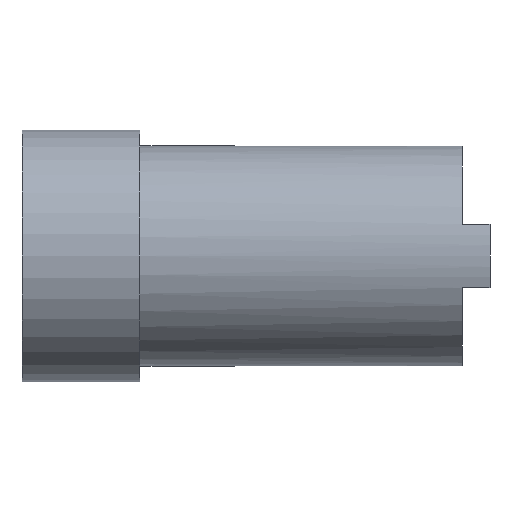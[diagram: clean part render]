
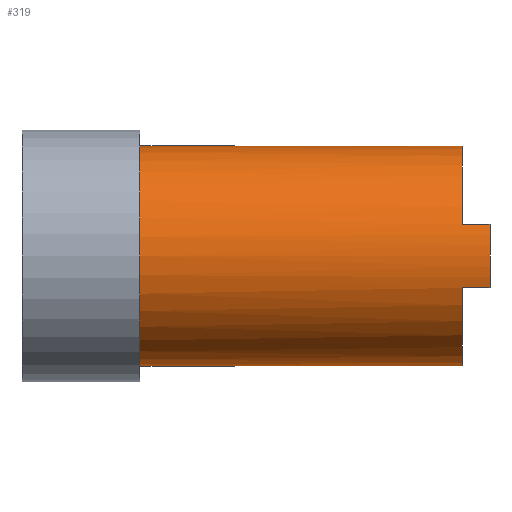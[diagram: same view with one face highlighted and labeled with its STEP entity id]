
A CAD part, front view. The second image highlights one B-rep face of the part: STEP entity #319.
In plain terms, the highlighted cylindrical face has radius 14 mm (diameter 28 mm), a full revolution.
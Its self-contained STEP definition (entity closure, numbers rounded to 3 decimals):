
#19=FACE_BOUND('',#73,.T.);
#50=FACE_OUTER_BOUND('',#72,.T.);
#72=EDGE_LOOP('',(#283,#284,#285,#286,#287,#288,#289,#290));
#73=EDGE_LOOP('',(#291));
#83=CIRCLE('',#344,14.);
#85=CIRCLE('',#346,14.);
#88=CIRCLE('',#351,14.);
#91=CIRCLE('',#357,14.);
#92=CIRCLE('',#359,14.);
#106=LINE('',#512,#131);
#110=LINE('',#521,#135);
#114=LINE('',#530,#139);
#118=LINE('',#539,#143);
#131=VECTOR('',#396,10.);
#135=VECTOR('',#402,10.);
#139=VECTOR('',#408,10.);
#143=VECTOR('',#414,10.);
#157=VERTEX_POINT('',#509);
#158=VERTEX_POINT('',#511);
#161=VERTEX_POINT('',#518);
#162=VERTEX_POINT('',#520);
#165=VERTEX_POINT('',#527);
#166=VERTEX_POINT('',#529);
#169=VERTEX_POINT('',#536);
#170=VERTEX_POINT('',#538);
#172=VERTEX_POINT('',#558);
#190=EDGE_CURVE('',#158,#157,#106,.T.);
#194=EDGE_CURVE('',#162,#161,#110,.T.);
#198=EDGE_CURVE('',#166,#165,#114,.T.);
#202=EDGE_CURVE('',#170,#169,#118,.T.);
#204=EDGE_CURVE('',#157,#162,#83,.T.);
#206=EDGE_CURVE('',#165,#170,#85,.T.);
#209=EDGE_CURVE('',#169,#158,#88,.T.);
#212=EDGE_CURVE('',#161,#166,#91,.T.);
#213=EDGE_CURVE('',#172,#172,#92,.T.);
#283=ORIENTED_EDGE('',*,*,#194,.T.);
#284=ORIENTED_EDGE('',*,*,#212,.T.);
#285=ORIENTED_EDGE('',*,*,#198,.T.);
#286=ORIENTED_EDGE('',*,*,#206,.T.);
#287=ORIENTED_EDGE('',*,*,#202,.T.);
#288=ORIENTED_EDGE('',*,*,#209,.T.);
#289=ORIENTED_EDGE('',*,*,#190,.T.);
#290=ORIENTED_EDGE('',*,*,#204,.T.);
#291=ORIENTED_EDGE('',*,*,#213,.F.);
#302=CYLINDRICAL_SURFACE('',#358,14.);
#319=ADVANCED_FACE('',(#50,#19),#302,.T.);
#344=AXIS2_PLACEMENT_3D('',#542,#418,#419);
#346=AXIS2_PLACEMENT_3D('',#544,#422,#423);
#351=AXIS2_PLACEMENT_3D('',#549,#432,#433);
#357=AXIS2_PLACEMENT_3D('',#556,#444,#445);
#358=AXIS2_PLACEMENT_3D('',#557,#446,#447);
#359=AXIS2_PLACEMENT_3D('',#559,#448,#449);
#396=DIRECTION('',(-1.,0.,0.));
#402=DIRECTION('',(1.,0.,0.));
#408=DIRECTION('',(-1.,0.,0.));
#414=DIRECTION('',(1.,0.,0.));
#418=DIRECTION('center_axis',(-1.,0.,0.));
#419=DIRECTION('ref_axis',(0.,-1.,0.));
#422=DIRECTION('center_axis',(-1.,0.,0.));
#423=DIRECTION('ref_axis',(0.,-1.,0.));
#432=DIRECTION('center_axis',(-1.,0.,0.));
#433=DIRECTION('ref_axis',(0.,0.,1.));
#444=DIRECTION('center_axis',(-1.,0.,0.));
#445=DIRECTION('ref_axis',(0.,0.,1.));
#446=DIRECTION('center_axis',(-1.,0.,0.));
#447=DIRECTION('ref_axis',(0.,-1.,0.));
#448=DIRECTION('center_axis',(-1.,0.,0.));
#449=DIRECTION('ref_axis',(0.,0.,1.));
#509=CARTESIAN_POINT('',(31.,-13.401,4.05));
#511=CARTESIAN_POINT('',(34.5,-13.401,4.05));
#512=CARTESIAN_POINT('',(12.25,-13.401,4.05));
#518=CARTESIAN_POINT('',(34.5,13.401,4.05));
#520=CARTESIAN_POINT('',(31.,13.401,4.05));
#521=CARTESIAN_POINT('',(12.25,13.401,4.05));
#527=CARTESIAN_POINT('',(31.,13.401,-4.05));
#529=CARTESIAN_POINT('',(34.5,13.401,-4.05));
#530=CARTESIAN_POINT('',(12.25,13.401,-4.05));
#536=CARTESIAN_POINT('',(34.5,-13.401,-4.05));
#538=CARTESIAN_POINT('',(31.,-13.401,-4.05));
#539=CARTESIAN_POINT('',(12.25,-13.401,-4.05));
#542=CARTESIAN_POINT('Origin',(31.,0.,0.));
#544=CARTESIAN_POINT('Origin',(31.,0.,0.));
#549=CARTESIAN_POINT('Origin',(34.5,0.,0.));
#556=CARTESIAN_POINT('Origin',(34.5,0.,0.));
#557=CARTESIAN_POINT('Origin',(12.25,0.,0.));
#558=CARTESIAN_POINT('',(-10.,-14.,0.));
#559=CARTESIAN_POINT('Origin',(-10.,0.,0.));
